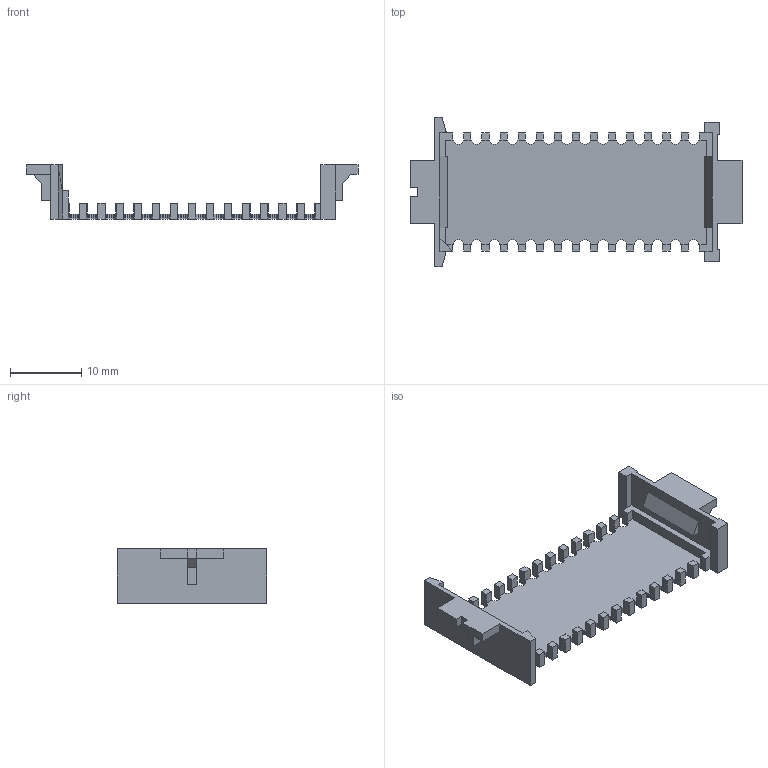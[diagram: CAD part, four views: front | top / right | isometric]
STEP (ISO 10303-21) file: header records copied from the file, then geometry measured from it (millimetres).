
FILE_DESCRIPTION(('FreeCAD Model'),'2;1');
FILE_NAME('Open CASCADE Shape Model','2021-08-24T19:22:09',('FreeCAD'),( 'FreeCAD'),'Open CASCADE STEP processor 7.5','FreeCAD','Unknown');
FILE_SCHEMA(('AUTOMOTIVE_DESIGN { 1 0 10303 214 1 1 1 1 }'));
Length unit declared in the file: millimetre
Products named in the file (1): Open CASCADE STEP translator 7.5 1
Bounding box: 46.6 x 21 x 7.6 mm (x, y, z)
Surface area: 2356 mm2 (no closed solid volume)
Topology: 0 solids, 1 shells, 578 faces, 1484 edges, 910 vertices
Faces by surface type: plane 578
Entity records: 16806 total; most frequent: CARTESIAN_POINT 2965, ORIENTED_EDGE 2960, DIRECTION 2634, EDGE_CURVE 1480, LINE 1480, VECTOR 1480, VERTEX_POINT 908, FACE_BOUND 578
